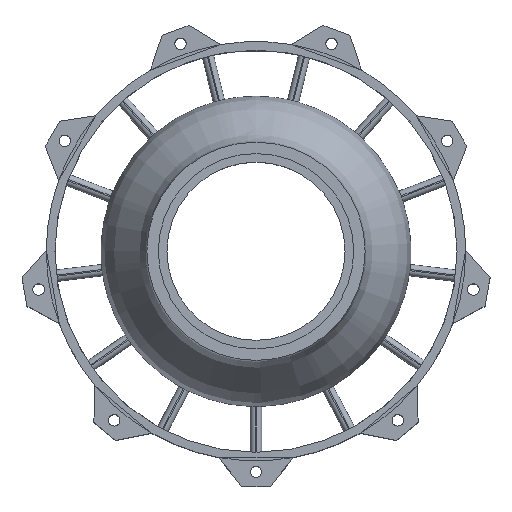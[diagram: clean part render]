
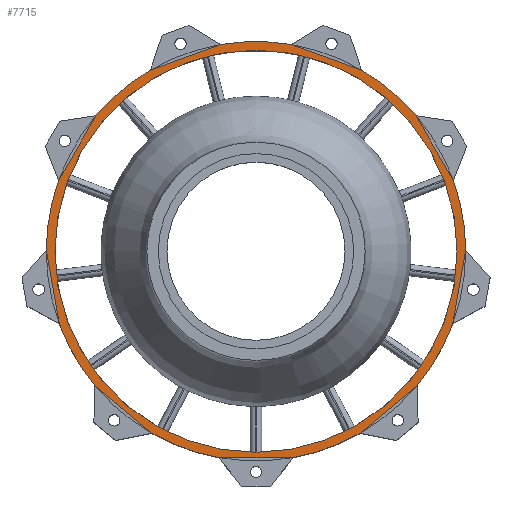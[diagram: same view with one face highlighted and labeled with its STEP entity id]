
A CAD part, top view. The second image highlights one B-rep face of the part: STEP entity #7715.
In plain terms, the highlighted planar face has unit normal (0, 0, 1).
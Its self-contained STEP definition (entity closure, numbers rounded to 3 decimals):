
#2941 = VERTEX_POINT('',#2942);
#2942 = CARTESIAN_POINT('',(35.,0.,0.278));
#2948 = EDGE_CURVE('',#2941,#2941,#2949,.T.);
#2949 = CIRCLE('',#2950,35.);
#2950 = AXIS2_PLACEMENT_3D('',#2951,#2952,#2953);
#2951 = CARTESIAN_POINT('',(0.,0.,0.278));
#2952 = DIRECTION('',(0.,0.,-1.));
#2953 = DIRECTION('',(1.,0.,0.));
#7715 = ADVANCED_FACE('',(#7716,#7871),#7874,.T.);
#7716 = FACE_BOUND('',#7717,.T.);
#7717 = EDGE_LOOP('',(#7718,#7729,#7737,#7746,#7754,#7763,#7771,#7780,
    #7788,#7797,#7805,#7814,#7822,#7831,#7839,#7848,#7856,#7865));
#7718 = ORIENTED_EDGE('',*,*,#7719,.F.);
#7719 = EDGE_CURVE('',#7720,#7722,#7724,.T.);
#7720 = VERTEX_POINT('',#7721);
#7721 = CARTESIAN_POINT('',(34.242,-12.638,
    0.278));
#7722 = VERTEX_POINT('',#7723);
#7723 = CARTESIAN_POINT('',(28.066,-23.336,
    0.278));
#7724 = CIRCLE('',#7725,36.5);
#7725 = AXIS2_PLACEMENT_3D('',#7726,#7727,#7728);
#7726 = CARTESIAN_POINT('',(0.,0.,0.278));
#7727 = DIRECTION('',(0.,0.,-1.));
#7728 = DIRECTION('',(1.,0.,0.));
#7729 = ORIENTED_EDGE('',*,*,#7730,.T.);
#7730 = EDGE_CURVE('',#7720,#7731,#7733,.T.);
#7731 = VERTEX_POINT('',#7732);
#7732 = CARTESIAN_POINT('',(36.5,0.164,
    0.278));
#7733 = LINE('',#7734,#7735);
#7734 = CARTESIAN_POINT('',(34.242,-12.638,
    0.278));
#7735 = VECTOR('',#7736,1.);
#7736 = DIRECTION('',(0.174,0.985,0.));
#7737 = ORIENTED_EDGE('',*,*,#7738,.F.);
#7738 = EDGE_CURVE('',#7739,#7731,#7741,.T.);
#7739 = VERTEX_POINT('',#7740);
#7740 = CARTESIAN_POINT('',(34.355,12.329,
    0.278));
#7741 = CIRCLE('',#7742,36.5);
#7742 = AXIS2_PLACEMENT_3D('',#7743,#7744,#7745);
#7743 = CARTESIAN_POINT('',(0.,0.,0.278));
#7744 = DIRECTION('',(0.,0.,-1.));
#7745 = DIRECTION('',(1.,0.,0.));
#7746 = ORIENTED_EDGE('',*,*,#7747,.T.);
#7747 = EDGE_CURVE('',#7739,#7748,#7750,.T.);
#7748 = VERTEX_POINT('',#7749);
#7749 = CARTESIAN_POINT('',(27.855,23.587,
    0.278));
#7750 = LINE('',#7751,#7752);
#7751 = CARTESIAN_POINT('',(34.355,12.329,
    0.278));
#7752 = VECTOR('',#7753,1.);
#7753 = DIRECTION('',(-0.5,0.866,0.));
#7754 = ORIENTED_EDGE('',*,*,#7755,.F.);
#7755 = EDGE_CURVE('',#7756,#7748,#7758,.T.);
#7756 = VERTEX_POINT('',#7757);
#7757 = CARTESIAN_POINT('',(18.392,31.527,
    0.278));
#7758 = CIRCLE('',#7759,36.5);
#7759 = AXIS2_PLACEMENT_3D('',#7760,#7761,#7762);
#7760 = CARTESIAN_POINT('',(0.,0.,0.278));
#7761 = DIRECTION('',(0.,0.,-1.));
#7762 = DIRECTION('',(1.,0.,0.));
#7763 = ORIENTED_EDGE('',*,*,#7764,.T.);
#7764 = EDGE_CURVE('',#7756,#7765,#7767,.T.);
#7765 = VERTEX_POINT('',#7766);
#7766 = CARTESIAN_POINT('',(6.176,35.974,
    0.278));
#7767 = LINE('',#7768,#7769);
#7768 = CARTESIAN_POINT('',(18.392,31.527,
    0.278));
#7769 = VECTOR('',#7770,1.);
#7770 = DIRECTION('',(-0.94,0.342,0.));
#7771 = ORIENTED_EDGE('',*,*,#7772,.F.);
#7772 = EDGE_CURVE('',#7773,#7765,#7775,.T.);
#7773 = VERTEX_POINT('',#7774);
#7774 = CARTESIAN_POINT('',(-6.176,35.974,
    0.278));
#7775 = CIRCLE('',#7776,36.5);
#7776 = AXIS2_PLACEMENT_3D('',#7777,#7778,#7779);
#7777 = CARTESIAN_POINT('',(0.,0.,0.278));
#7778 = DIRECTION('',(0.,0.,-1.));
#7779 = DIRECTION('',(1.,0.,0.));
#7780 = ORIENTED_EDGE('',*,*,#7781,.T.);
#7781 = EDGE_CURVE('',#7773,#7782,#7784,.T.);
#7782 = VERTEX_POINT('',#7783);
#7783 = CARTESIAN_POINT('',(-18.392,31.527,
    0.278));
#7784 = LINE('',#7785,#7786);
#7785 = CARTESIAN_POINT('',(-6.176,35.974,
    0.278));
#7786 = VECTOR('',#7787,1.);
#7787 = DIRECTION('',(-0.94,-0.342,
    0.));
#7788 = ORIENTED_EDGE('',*,*,#7789,.F.);
#7789 = EDGE_CURVE('',#7790,#7782,#7792,.T.);
#7790 = VERTEX_POINT('',#7791);
#7791 = CARTESIAN_POINT('',(-27.855,23.587,
    0.278));
#7792 = CIRCLE('',#7793,36.5);
#7793 = AXIS2_PLACEMENT_3D('',#7794,#7795,#7796);
#7794 = CARTESIAN_POINT('',(0.,0.,0.278));
#7795 = DIRECTION('',(0.,0.,-1.));
#7796 = DIRECTION('',(1.,0.,0.));
#7797 = ORIENTED_EDGE('',*,*,#7798,.T.);
#7798 = EDGE_CURVE('',#7790,#7799,#7801,.T.);
#7799 = VERTEX_POINT('',#7800);
#7800 = CARTESIAN_POINT('',(-34.355,12.329,
    0.278));
#7801 = LINE('',#7802,#7803);
#7802 = CARTESIAN_POINT('',(-27.855,23.587,
    0.278));
#7803 = VECTOR('',#7804,1.);
#7804 = DIRECTION('',(-0.5,-0.866,0.));
#7805 = ORIENTED_EDGE('',*,*,#7806,.F.);
#7806 = EDGE_CURVE('',#7807,#7799,#7809,.T.);
#7807 = VERTEX_POINT('',#7808);
#7808 = CARTESIAN_POINT('',(-36.5,0.164,
    0.278));
#7809 = CIRCLE('',#7810,36.5);
#7810 = AXIS2_PLACEMENT_3D('',#7811,#7812,#7813);
#7811 = CARTESIAN_POINT('',(0.,0.,0.278));
#7812 = DIRECTION('',(0.,0.,-1.));
#7813 = DIRECTION('',(1.,0.,0.));
#7814 = ORIENTED_EDGE('',*,*,#7815,.T.);
#7815 = EDGE_CURVE('',#7807,#7816,#7818,.T.);
#7816 = VERTEX_POINT('',#7817);
#7817 = CARTESIAN_POINT('',(-34.242,-12.638,
    0.278));
#7818 = LINE('',#7819,#7820);
#7819 = CARTESIAN_POINT('',(-36.5,0.164,
    0.278));
#7820 = VECTOR('',#7821,1.);
#7821 = DIRECTION('',(0.174,-0.985,0.));
#7822 = ORIENTED_EDGE('',*,*,#7823,.F.);
#7823 = EDGE_CURVE('',#7824,#7816,#7826,.T.);
#7824 = VERTEX_POINT('',#7825);
#7825 = CARTESIAN_POINT('',(-28.066,-23.336,
    0.278));
#7826 = CIRCLE('',#7827,36.5);
#7827 = AXIS2_PLACEMENT_3D('',#7828,#7829,#7830);
#7828 = CARTESIAN_POINT('',(0.,0.,0.278));
#7829 = DIRECTION('',(0.,0.,-1.));
#7830 = DIRECTION('',(1.,0.,0.));
#7831 = ORIENTED_EDGE('',*,*,#7832,.T.);
#7832 = EDGE_CURVE('',#7824,#7833,#7835,.T.);
#7833 = VERTEX_POINT('',#7834);
#7834 = CARTESIAN_POINT('',(-18.107,-31.692,
    0.278));
#7835 = LINE('',#7836,#7837);
#7836 = CARTESIAN_POINT('',(-28.066,-23.336,
    0.278));
#7837 = VECTOR('',#7838,1.);
#7838 = DIRECTION('',(0.766,-0.643,0.));
#7839 = ORIENTED_EDGE('',*,*,#7840,.F.);
#7840 = EDGE_CURVE('',#7841,#7833,#7843,.T.);
#7841 = VERTEX_POINT('',#7842);
#7842 = CARTESIAN_POINT('',(-6.5,-35.917,0.278));
#7843 = CIRCLE('',#7844,36.5);
#7844 = AXIS2_PLACEMENT_3D('',#7845,#7846,#7847);
#7845 = CARTESIAN_POINT('',(0.,0.,0.278));
#7846 = DIRECTION('',(0.,0.,-1.));
#7847 = DIRECTION('',(1.,0.,0.));
#7848 = ORIENTED_EDGE('',*,*,#7849,.T.);
#7849 = EDGE_CURVE('',#7841,#7850,#7852,.T.);
#7850 = VERTEX_POINT('',#7851);
#7851 = CARTESIAN_POINT('',(6.5,-35.917,0.278));
#7852 = LINE('',#7853,#7854);
#7853 = CARTESIAN_POINT('',(-6.5,-35.917,0.278));
#7854 = VECTOR('',#7855,1.);
#7855 = DIRECTION('',(1.,0.,0.));
#7856 = ORIENTED_EDGE('',*,*,#7857,.F.);
#7857 = EDGE_CURVE('',#7858,#7850,#7860,.T.);
#7858 = VERTEX_POINT('',#7859);
#7859 = CARTESIAN_POINT('',(18.107,-31.692,
    0.278));
#7860 = CIRCLE('',#7861,36.5);
#7861 = AXIS2_PLACEMENT_3D('',#7862,#7863,#7864);
#7862 = CARTESIAN_POINT('',(0.,0.,0.278));
#7863 = DIRECTION('',(0.,0.,-1.));
#7864 = DIRECTION('',(1.,0.,0.));
#7865 = ORIENTED_EDGE('',*,*,#7866,.T.);
#7866 = EDGE_CURVE('',#7858,#7722,#7867,.T.);
#7867 = LINE('',#7868,#7869);
#7868 = CARTESIAN_POINT('',(18.107,-31.692,
    0.278));
#7869 = VECTOR('',#7870,1.);
#7870 = DIRECTION('',(0.766,0.643,0.));
#7871 = FACE_BOUND('',#7872,.T.);
#7872 = EDGE_LOOP('',(#7873));
#7873 = ORIENTED_EDGE('',*,*,#2948,.T.);
#7874 = PLANE('',#7875);
#7875 = AXIS2_PLACEMENT_3D('',#7876,#7877,#7878);
#7876 = CARTESIAN_POINT('',(0.,0.,0.278));
#7877 = DIRECTION('',(0.,0.,1.));
#7878 = DIRECTION('',(0.,1.,0.));
